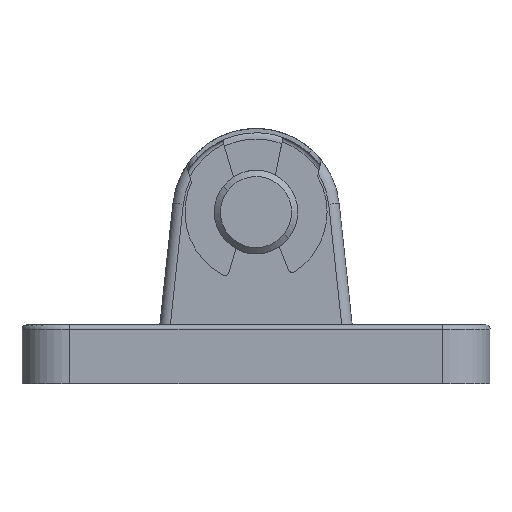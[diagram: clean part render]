
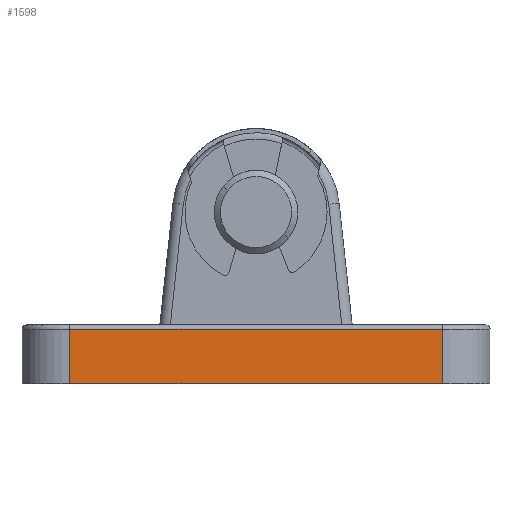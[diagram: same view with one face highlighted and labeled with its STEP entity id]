
A CAD part, left-side view. The second image highlights one B-rep face of the part: STEP entity #1598.
In plain terms, the highlighted planar face has unit normal (-1, 0, 0).
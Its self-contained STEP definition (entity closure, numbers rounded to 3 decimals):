
#342 = CARTESIAN_POINT ( 'NONE',  ( 0., 11.5, 0. ) ) ;
#374 = VERTEX_POINT ( 'NONE', #342 ) ;
#385 = CARTESIAN_POINT ( 'NONE',  ( 0., 100.5, 13. ) ) ;
#399 = VERTEX_POINT ( 'NONE', #385 ) ;
#602 = VERTEX_POINT ( 'NONE', #691 ) ;
#603 = CARTESIAN_POINT ( 'NONE',  ( 0., 100.5, 0. ) ) ;
#605 = VERTEX_POINT ( 'NONE', #603 ) ;
#691 = CARTESIAN_POINT ( 'NONE',  ( 0., 11.5, 13. ) ) ;
#909 = ORIENTED_EDGE ( 'NONE', *, *, #1994, .T. ) ;
#910 = ORIENTED_EDGE ( 'NONE', *, *, #1999, .F. ) ;
#911 = ORIENTED_EDGE ( 'NONE', *, *, #1996, .T. ) ;
#912 = ORIENTED_EDGE ( 'NONE', *, *, #1995, .F. ) ;
#1091 = EDGE_LOOP ( 'NONE', ( #912, #911, #910, #909 ) ) ;
#1598 = ADVANCED_FACE ( 'NONE', ( #1908 ), #3599, .F. ) ;
#1776 = VECTOR ( 'NONE', #3281, 1000. ) ;
#1777 = LINE ( 'NONE', #3232, #1776 ) ;
#1801 = VECTOR ( 'NONE', #3230, 1000. ) ;
#1805 = VECTOR ( 'NONE', #3464, 1000. ) ;
#1806 = LINE ( 'NONE', #3278, #1805 ) ;
#1808 = LINE ( 'NONE', #3254, #1815 ) ;
#1813 = LINE ( 'NONE', #3264, #1801 ) ;
#1815 = VECTOR ( 'NONE', #3251, 1000. ) ;
#1908 = FACE_OUTER_BOUND ( 'NONE', #1091, .T. ) ;
#1994 = EDGE_CURVE ( 'NONE', #605, #374, #1808, .T. ) ;
#1995 = EDGE_CURVE ( 'NONE', #602, #374, #1813, .T. ) ;
#1996 = EDGE_CURVE ( 'NONE', #602, #399, #1777, .T. ) ;
#1999 = EDGE_CURVE ( 'NONE', #605, #399, #1806, .T. ) ;
#2298 = AXIS2_PLACEMENT_3D ( 'NONE', #3595, #3585, #3584 ) ;
#3230 = DIRECTION ( 'NONE',  ( 0., 0., -1. ) ) ;
#3232 = CARTESIAN_POINT ( 'NONE',  ( 0., 0., 13. ) ) ;
#3251 = DIRECTION ( 'NONE',  ( 0., -1., 0. ) ) ;
#3254 = CARTESIAN_POINT ( 'NONE',  ( 0., 0., 0. ) ) ;
#3264 = CARTESIAN_POINT ( 'NONE',  ( 0., 11.5, -20. ) ) ;
#3278 = CARTESIAN_POINT ( 'NONE',  ( 0., 100.5, -20. ) ) ;
#3281 = DIRECTION ( 'NONE',  ( 0., 1., 0. ) ) ;
#3464 = DIRECTION ( 'NONE',  ( 0., 0., 1. ) ) ;
#3584 = DIRECTION ( 'NONE',  ( 0., 0., -1. ) ) ;
#3585 = DIRECTION ( 'NONE',  ( 1., 0., 0. ) ) ;
#3595 = CARTESIAN_POINT ( 'NONE',  ( 0., 0., 14. ) ) ;
#3599 = PLANE ( 'NONE',  #2298 ) ;
